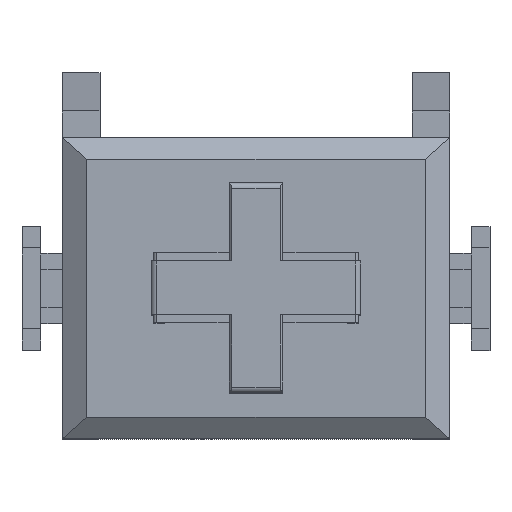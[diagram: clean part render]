
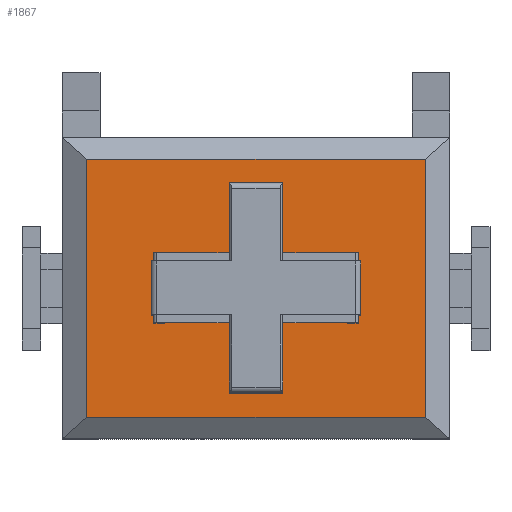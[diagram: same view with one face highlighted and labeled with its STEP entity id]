
A CAD part, top view. The second image highlights one B-rep face of the part: STEP entity #1867.
In plain terms, the highlighted planar face has unit normal (0, 0, 1).
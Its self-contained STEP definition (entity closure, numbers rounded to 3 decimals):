
#1502 = VERTEX_POINT('',#1503);
#1503 = CARTESIAN_POINT('',(-3.15,2.4,6.3));
#1509 = EDGE_CURVE('',#1502,#1510,#1512,.T.);
#1510 = VERTEX_POINT('',#1511);
#1511 = CARTESIAN_POINT('',(3.15,2.4,6.3));
#1512 = LINE('',#1513,#1514);
#1513 = CARTESIAN_POINT('',(-4.35,2.4,6.3));
#1514 = VECTOR('',#1515,1.);
#1515 = DIRECTION('',(1.,0.,0.));
#1725 = VERTEX_POINT('',#1726);
#1726 = CARTESIAN_POINT('',(-3.15,-2.4,6.3));
#1734 = VERTEX_POINT('',#1735);
#1735 = CARTESIAN_POINT('',(3.15,-2.4,6.3));
#1741 = EDGE_CURVE('',#1725,#1734,#1742,.T.);
#1742 = LINE('',#1743,#1744);
#1743 = CARTESIAN_POINT('',(-4.35,-2.4,6.3));
#1744 = VECTOR('',#1745,1.);
#1745 = DIRECTION('',(1.,0.,0.));
#1757 = EDGE_CURVE('',#1734,#1510,#1758,.T.);
#1758 = LINE('',#1759,#1760);
#1759 = CARTESIAN_POINT('',(3.15,1.3,6.3));
#1760 = VECTOR('',#1761,1.);
#1761 = DIRECTION('',(0.,1.,0.));
#1856 = EDGE_CURVE('',#1725,#1502,#1857,.T.);
#1857 = LINE('',#1858,#1859);
#1858 = CARTESIAN_POINT('',(-3.15,1.3,6.3));
#1859 = VECTOR('',#1860,1.);
#1860 = DIRECTION('',(0.,1.,0.));
#1867 = ADVANCED_FACE('',(#1868,#1874),#2100,.T.);
#1868 = FACE_BOUND('',#1869,.T.);
#1869 = EDGE_LOOP('',(#1870,#1871,#1872,#1873));
#1870 = ORIENTED_EDGE('',*,*,#1856,.F.);
#1871 = ORIENTED_EDGE('',*,*,#1741,.T.);
#1872 = ORIENTED_EDGE('',*,*,#1757,.T.);
#1873 = ORIENTED_EDGE('',*,*,#1509,.F.);
#1874 = FACE_BOUND('',#1875,.T.);
#1875 = EDGE_LOOP('',(#1876,#1886,#1894,#1902,#1910,#1918,#1926,#1934,
    #1942,#1950,#1958,#1966,#1974,#1982,#1990,#1998,#2006,#2014,#2022,
    #2030,#2038,#2046,#2054,#2062,#2070,#2078,#2086,#2094));
#1876 = ORIENTED_EDGE('',*,*,#1877,.F.);
#1877 = EDGE_CURVE('',#1878,#1880,#1882,.T.);
#1878 = VERTEX_POINT('',#1879);
#1879 = CARTESIAN_POINT('',(0.5,1.95,6.3));
#1880 = VERTEX_POINT('',#1881);
#1881 = CARTESIAN_POINT('',(-0.5,1.95,6.3));
#1882 = LINE('',#1883,#1884);
#1883 = CARTESIAN_POINT('',(1.95,1.95,6.3));
#1884 = VECTOR('',#1885,1.);
#1885 = DIRECTION('',(-1.,0.,0.));
#1886 = ORIENTED_EDGE('',*,*,#1887,.F.);
#1887 = EDGE_CURVE('',#1888,#1878,#1890,.T.);
#1888 = VERTEX_POINT('',#1889);
#1889 = CARTESIAN_POINT('',(0.5,0.5,6.3));
#1890 = LINE('',#1891,#1892);
#1891 = CARTESIAN_POINT('',(0.5,0.25,6.3));
#1892 = VECTOR('',#1893,1.);
#1893 = DIRECTION('',(0.,1.,0.));
#1894 = ORIENTED_EDGE('',*,*,#1895,.F.);
#1895 = EDGE_CURVE('',#1896,#1888,#1898,.T.);
#1896 = VERTEX_POINT('',#1897);
#1897 = CARTESIAN_POINT('',(1.7,0.5,6.3));
#1898 = LINE('',#1899,#1900);
#1899 = CARTESIAN_POINT('',(0.701,0.5,6.3));
#1900 = VECTOR('',#1901,1.);
#1901 = DIRECTION('',(-1.,0.,0.));
#1902 = ORIENTED_EDGE('',*,*,#1903,.T.);
#1903 = EDGE_CURVE('',#1896,#1904,#1906,.T.);
#1904 = VERTEX_POINT('',#1905);
#1905 = CARTESIAN_POINT('',(1.7,0.65,6.3));
#1906 = LINE('',#1907,#1908);
#1907 = CARTESIAN_POINT('',(1.7,-0.25,6.3));
#1908 = VECTOR('',#1909,1.);
#1909 = DIRECTION('',(0.,1.,0.));
#1910 = ORIENTED_EDGE('',*,*,#1911,.F.);
#1911 = EDGE_CURVE('',#1912,#1904,#1914,.T.);
#1912 = VERTEX_POINT('',#1913);
#1913 = CARTESIAN_POINT('',(1.9,0.65,6.3));
#1914 = LINE('',#1915,#1916);
#1915 = CARTESIAN_POINT('',(0.823,0.65,6.3));
#1916 = VECTOR('',#1917,1.);
#1917 = DIRECTION('',(-1.,0.,0.));
#1918 = ORIENTED_EDGE('',*,*,#1919,.T.);
#1919 = EDGE_CURVE('',#1912,#1920,#1922,.T.);
#1920 = VERTEX_POINT('',#1921);
#1921 = CARTESIAN_POINT('',(1.9,0.5,6.3));
#1922 = LINE('',#1923,#1924);
#1923 = CARTESIAN_POINT('',(1.9,-0.25,6.3));
#1924 = VECTOR('',#1925,1.);
#1925 = DIRECTION('',(0.,-1.,0.));
#1926 = ORIENTED_EDGE('',*,*,#1927,.F.);
#1927 = EDGE_CURVE('',#1928,#1920,#1930,.T.);
#1928 = VERTEX_POINT('',#1929);
#1929 = CARTESIAN_POINT('',(1.95,0.5,6.3));
#1930 = LINE('',#1931,#1932);
#1931 = CARTESIAN_POINT('',(0.701,0.5,6.3));
#1932 = VECTOR('',#1933,1.);
#1933 = DIRECTION('',(-1.,0.,0.));
#1934 = ORIENTED_EDGE('',*,*,#1935,.F.);
#1935 = EDGE_CURVE('',#1936,#1928,#1938,.T.);
#1936 = VERTEX_POINT('',#1937);
#1937 = CARTESIAN_POINT('',(1.95,-0.5,6.3));
#1938 = LINE('',#1939,#1940);
#1939 = CARTESIAN_POINT('',(1.95,-1.95,6.3));
#1940 = VECTOR('',#1941,1.);
#1941 = DIRECTION('',(0.,1.,0.));
#1942 = ORIENTED_EDGE('',*,*,#1943,.T.);
#1943 = EDGE_CURVE('',#1936,#1944,#1946,.T.);
#1944 = VERTEX_POINT('',#1945);
#1945 = CARTESIAN_POINT('',(1.9,-0.5,6.3));
#1946 = LINE('',#1947,#1948);
#1947 = CARTESIAN_POINT('',(0.701,-0.5,6.3));
#1948 = VECTOR('',#1949,1.);
#1949 = DIRECTION('',(-1.,0.,0.));
#1950 = ORIENTED_EDGE('',*,*,#1951,.F.);
#1951 = EDGE_CURVE('',#1952,#1944,#1954,.T.);
#1952 = VERTEX_POINT('',#1953);
#1953 = CARTESIAN_POINT('',(1.9,-0.65,6.3));
#1954 = LINE('',#1955,#1956);
#1955 = CARTESIAN_POINT('',(1.9,0.25,6.3));
#1956 = VECTOR('',#1957,1.);
#1957 = DIRECTION('',(0.,1.,0.));
#1958 = ORIENTED_EDGE('',*,*,#1959,.T.);
#1959 = EDGE_CURVE('',#1952,#1960,#1962,.T.);
#1960 = VERTEX_POINT('',#1961);
#1961 = CARTESIAN_POINT('',(1.7,-0.65,6.3));
#1962 = LINE('',#1963,#1964);
#1963 = CARTESIAN_POINT('',(0.823,-0.65,6.3));
#1964 = VECTOR('',#1965,1.);
#1965 = DIRECTION('',(-1.,0.,0.));
#1966 = ORIENTED_EDGE('',*,*,#1967,.F.);
#1967 = EDGE_CURVE('',#1968,#1960,#1970,.T.);
#1968 = VERTEX_POINT('',#1969);
#1969 = CARTESIAN_POINT('',(1.7,-0.5,6.3));
#1970 = LINE('',#1971,#1972);
#1971 = CARTESIAN_POINT('',(1.7,0.25,6.3));
#1972 = VECTOR('',#1973,1.);
#1973 = DIRECTION('',(0.,-1.,0.));
#1974 = ORIENTED_EDGE('',*,*,#1975,.T.);
#1975 = EDGE_CURVE('',#1968,#1976,#1978,.T.);
#1976 = VERTEX_POINT('',#1977);
#1977 = CARTESIAN_POINT('',(0.5,-0.5,6.3));
#1978 = LINE('',#1979,#1980);
#1979 = CARTESIAN_POINT('',(0.701,-0.5,6.3));
#1980 = VECTOR('',#1981,1.);
#1981 = DIRECTION('',(-1.,0.,0.));
#1982 = ORIENTED_EDGE('',*,*,#1983,.T.);
#1983 = EDGE_CURVE('',#1976,#1984,#1986,.T.);
#1984 = VERTEX_POINT('',#1985);
#1985 = CARTESIAN_POINT('',(0.5,-1.95,6.3));
#1986 = LINE('',#1987,#1988);
#1987 = CARTESIAN_POINT('',(0.5,-0.25,6.3));
#1988 = VECTOR('',#1989,1.);
#1989 = DIRECTION('',(0.,-1.,0.));
#1990 = ORIENTED_EDGE('',*,*,#1991,.F.);
#1991 = EDGE_CURVE('',#1992,#1984,#1994,.T.);
#1992 = VERTEX_POINT('',#1993);
#1993 = CARTESIAN_POINT('',(-0.5,-1.95,6.3));
#1994 = LINE('',#1995,#1996);
#1995 = CARTESIAN_POINT('',(-1.95,-1.95,6.3));
#1996 = VECTOR('',#1997,1.);
#1997 = DIRECTION('',(1.,0.,0.));
#1998 = ORIENTED_EDGE('',*,*,#1999,.F.);
#1999 = EDGE_CURVE('',#2000,#1992,#2002,.T.);
#2000 = VERTEX_POINT('',#2001);
#2001 = CARTESIAN_POINT('',(-0.5,-0.5,6.3));
#2002 = LINE('',#2003,#2004);
#2003 = CARTESIAN_POINT('',(-0.5,-0.25,6.3));
#2004 = VECTOR('',#2005,1.);
#2005 = DIRECTION('',(0.,-1.,0.));
#2006 = ORIENTED_EDGE('',*,*,#2007,.F.);
#2007 = EDGE_CURVE('',#2008,#2000,#2010,.T.);
#2008 = VERTEX_POINT('',#2009);
#2009 = CARTESIAN_POINT('',(-1.7,-0.5,6.3));
#2010 = LINE('',#2011,#2012);
#2011 = CARTESIAN_POINT('',(-0.701,-0.5,6.3));
#2012 = VECTOR('',#2013,1.);
#2013 = DIRECTION('',(1.,0.,0.));
#2014 = ORIENTED_EDGE('',*,*,#2015,.T.);
#2015 = EDGE_CURVE('',#2008,#2016,#2018,.T.);
#2016 = VERTEX_POINT('',#2017);
#2017 = CARTESIAN_POINT('',(-1.7,-0.65,6.3));
#2018 = LINE('',#2019,#2020);
#2019 = CARTESIAN_POINT('',(-1.7,0.25,6.3));
#2020 = VECTOR('',#2021,1.);
#2021 = DIRECTION('',(0.,-1.,0.));
#2022 = ORIENTED_EDGE('',*,*,#2023,.F.);
#2023 = EDGE_CURVE('',#2024,#2016,#2026,.T.);
#2024 = VERTEX_POINT('',#2025);
#2025 = CARTESIAN_POINT('',(-1.9,-0.65,6.3));
#2026 = LINE('',#2027,#2028);
#2027 = CARTESIAN_POINT('',(-0.823,-0.65,6.3));
#2028 = VECTOR('',#2029,1.);
#2029 = DIRECTION('',(1.,0.,0.));
#2030 = ORIENTED_EDGE('',*,*,#2031,.T.);
#2031 = EDGE_CURVE('',#2024,#2032,#2034,.T.);
#2032 = VERTEX_POINT('',#2033);
#2033 = CARTESIAN_POINT('',(-1.9,-0.5,6.3));
#2034 = LINE('',#2035,#2036);
#2035 = CARTESIAN_POINT('',(-1.9,0.25,6.3));
#2036 = VECTOR('',#2037,1.);
#2037 = DIRECTION('',(0.,1.,0.));
#2038 = ORIENTED_EDGE('',*,*,#2039,.F.);
#2039 = EDGE_CURVE('',#2040,#2032,#2042,.T.);
#2040 = VERTEX_POINT('',#2041);
#2041 = CARTESIAN_POINT('',(-1.95,-0.5,6.3));
#2042 = LINE('',#2043,#2044);
#2043 = CARTESIAN_POINT('',(-0.701,-0.5,6.3));
#2044 = VECTOR('',#2045,1.);
#2045 = DIRECTION('',(1.,0.,0.));
#2046 = ORIENTED_EDGE('',*,*,#2047,.F.);
#2047 = EDGE_CURVE('',#2048,#2040,#2050,.T.);
#2048 = VERTEX_POINT('',#2049);
#2049 = CARTESIAN_POINT('',(-1.95,0.5,6.3));
#2050 = LINE('',#2051,#2052);
#2051 = CARTESIAN_POINT('',(-1.95,1.95,6.3));
#2052 = VECTOR('',#2053,1.);
#2053 = DIRECTION('',(0.,-1.,0.));
#2054 = ORIENTED_EDGE('',*,*,#2055,.T.);
#2055 = EDGE_CURVE('',#2048,#2056,#2058,.T.);
#2056 = VERTEX_POINT('',#2057);
#2057 = CARTESIAN_POINT('',(-1.9,0.5,6.3));
#2058 = LINE('',#2059,#2060);
#2059 = CARTESIAN_POINT('',(-0.701,0.5,6.3));
#2060 = VECTOR('',#2061,1.);
#2061 = DIRECTION('',(1.,0.,0.));
#2062 = ORIENTED_EDGE('',*,*,#2063,.F.);
#2063 = EDGE_CURVE('',#2064,#2056,#2066,.T.);
#2064 = VERTEX_POINT('',#2065);
#2065 = CARTESIAN_POINT('',(-1.9,0.65,6.3));
#2066 = LINE('',#2067,#2068);
#2067 = CARTESIAN_POINT('',(-1.9,-0.25,6.3));
#2068 = VECTOR('',#2069,1.);
#2069 = DIRECTION('',(0.,-1.,0.));
#2070 = ORIENTED_EDGE('',*,*,#2071,.T.);
#2071 = EDGE_CURVE('',#2064,#2072,#2074,.T.);
#2072 = VERTEX_POINT('',#2073);
#2073 = CARTESIAN_POINT('',(-1.7,0.65,6.3));
#2074 = LINE('',#2075,#2076);
#2075 = CARTESIAN_POINT('',(-0.823,0.65,6.3));
#2076 = VECTOR('',#2077,1.);
#2077 = DIRECTION('',(1.,0.,0.));
#2078 = ORIENTED_EDGE('',*,*,#2079,.F.);
#2079 = EDGE_CURVE('',#2080,#2072,#2082,.T.);
#2080 = VERTEX_POINT('',#2081);
#2081 = CARTESIAN_POINT('',(-1.7,0.5,6.3));
#2082 = LINE('',#2083,#2084);
#2083 = CARTESIAN_POINT('',(-1.7,-0.25,6.3));
#2084 = VECTOR('',#2085,1.);
#2085 = DIRECTION('',(0.,1.,0.));
#2086 = ORIENTED_EDGE('',*,*,#2087,.T.);
#2087 = EDGE_CURVE('',#2080,#2088,#2090,.T.);
#2088 = VERTEX_POINT('',#2089);
#2089 = CARTESIAN_POINT('',(-0.5,0.5,6.3));
#2090 = LINE('',#2091,#2092);
#2091 = CARTESIAN_POINT('',(-0.701,0.5,6.3));
#2092 = VECTOR('',#2093,1.);
#2093 = DIRECTION('',(1.,0.,0.));
#2094 = ORIENTED_EDGE('',*,*,#2095,.T.);
#2095 = EDGE_CURVE('',#2088,#1880,#2096,.T.);
#2096 = LINE('',#2097,#2098);
#2097 = CARTESIAN_POINT('',(-0.5,0.25,6.3));
#2098 = VECTOR('',#2099,1.);
#2099 = DIRECTION('',(0.,1.,0.));
#2100 = PLANE('',#2101);
#2101 = AXIS2_PLACEMENT_3D('',#2102,#2103,#2104);
#2102 = CARTESIAN_POINT('',(-4.35,-2.4,6.3));
#2103 = DIRECTION('',(0.,0.,1.));
#2104 = DIRECTION('',(0.,1.,0.));
